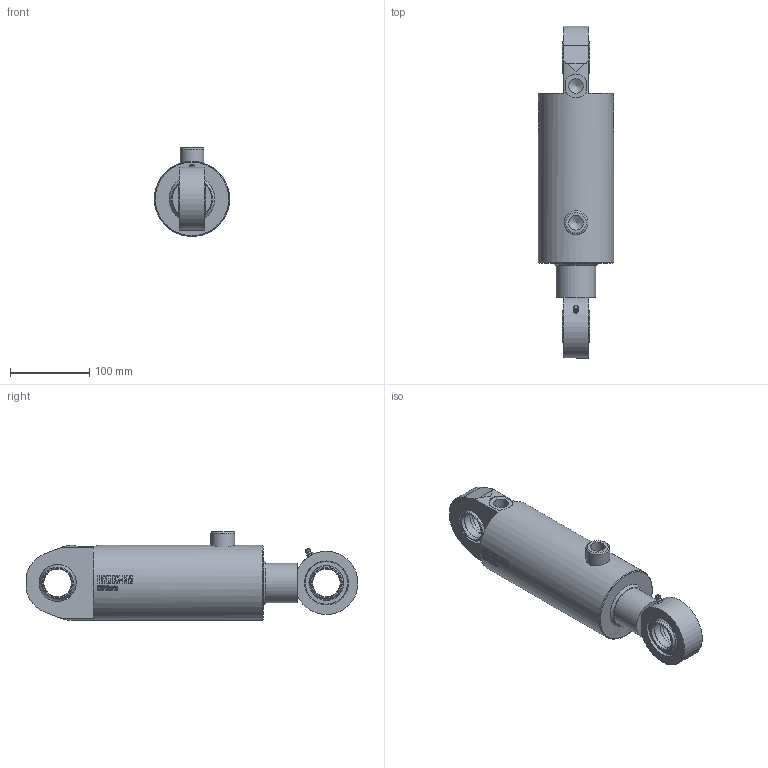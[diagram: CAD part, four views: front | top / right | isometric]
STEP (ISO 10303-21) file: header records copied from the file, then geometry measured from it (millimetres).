
FILE_DESCRIPTION((''),'2;1');
FILE_NAME('KS2DVL80_50.stp','2012-02-27T08:19:00',('tribel'),(''),'Autodesk Inventor 2011','Autodesk Inventor 2011','');
FILE_SCHEMA(('AUTOMOTIVE_DESIGN { 1 0 10303 214 1 1 1 1 }'));
Length unit declared in the file: millimetre
Products named in the file (6): KS2DVL80_50; KS2DVL80_50_Parameters; KS2DVL80_50_stang; KS2DVL80_50_body.; 06-1702-01; KS.35.Eye. Komplett
Assembly tree (5 placements, depth 2):
  KS2DVL80_50
    KS2DVL80_50_Parameters
    KS2DVL80_50_stang
    KS2DVL80_50_body.
    06-1702-01
    KS.35.Eye. Komplett
Bounding box: 95 x 420 x 112.5 mm (x, y, z)
Volume: 1597438.9 mm3; surface area: 242151.4 mm2
Topology: 5 solids, 7 shells, 598 faces, 1560 edges, 1031 vertices
Faces by surface type: plane 293, bspline 168, cylinder 86, torus 23, cone 21, sphere 7
Full cylindrical faces by diameter (mm): 2.5 x6, 3 x1, 4 x1, 4.917 x1, 18.631 x2, 30 x1, 35 x4, 35.5 x4, 40 x4, 47 x1, 50 x2, 54 x2, 58 x2, 80 x2, 95 x1
Entity records: 40455 total; most frequent: CARTESIAN_POINT 27305, ORIENTED_EDGE 2922, DIRECTION 2000, EDGE_CURVE 1463, VERTEX_POINT 1009, EDGE_LOOP 745, AXIS2_PLACEMENT_3D 714, FACE_OUTER_BOUND 598
